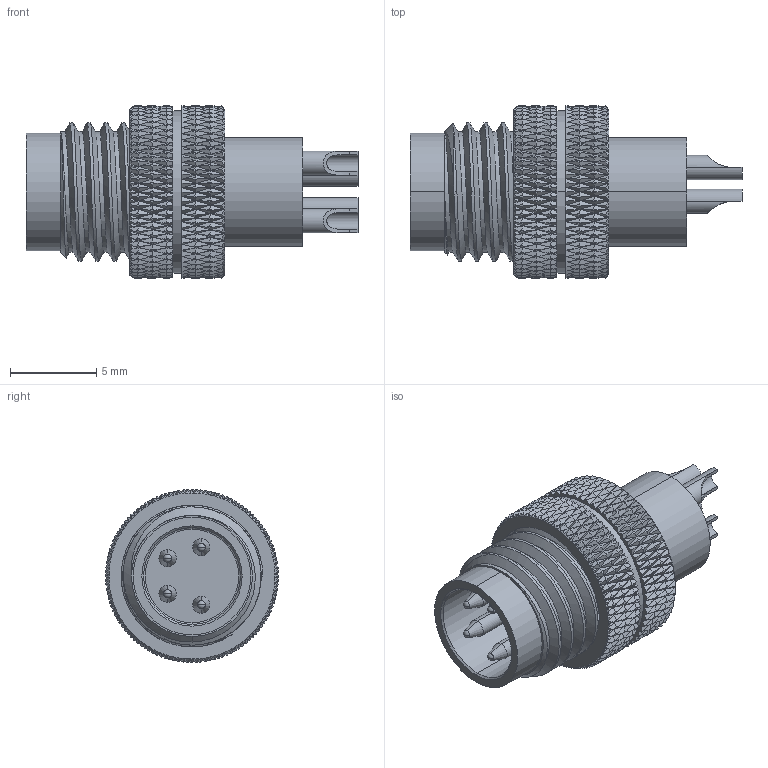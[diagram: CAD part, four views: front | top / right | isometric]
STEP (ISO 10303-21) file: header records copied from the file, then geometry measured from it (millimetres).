
FILE_DESCRIPTION (( 'STEP AP203' ), '1' );
FILE_NAME ('50-00676_A.STEP', '2022-05-10T18:07:29', ( '' ), ( '' ), 'SwSTEP 2.0', 'SolidWorks 2021', '' );
FILE_SCHEMA (( 'CONFIG_CONTROL_DESIGN' ));
Products named in the file (4): 50-00676_A; 50-00676-02___; 50-00676-03___; 50-00676-01___
Assembly tree (6 placements, depth 2):
  50-00676_A
    50-00676-01___
    50-00676-02___
    50-00676-03___  x4
Bounding box: 19.2 x 10 x 10 mm (x, y, z)
Volume: 673.1 mm3; surface area: 1673.9 mm2
Topology: 6 solids, 6 shells, 2600 faces, 5473 edges, 2902 vertices
Faces by surface type: bspline 1924, cylinder 449, cone 151, plane 42, torus 26, sphere 8
Entity records: 126997 total; most frequent: CARTESIAN_POINT 89940, ORIENTED_EDGE 10510, EDGE_CURVE 5255, B_SPLINE_CURVE_WITH_KNOTS 4877, VERTEX_POINT 2776, EDGE_LOOP 2521, FACE_OUTER_BOUND 2498, ADVANCED_FACE 2498
